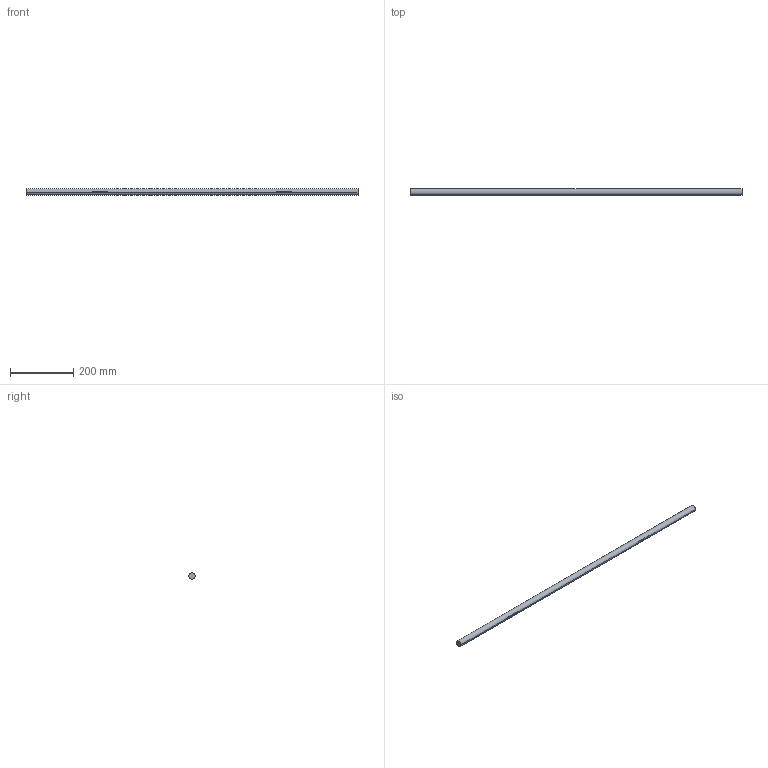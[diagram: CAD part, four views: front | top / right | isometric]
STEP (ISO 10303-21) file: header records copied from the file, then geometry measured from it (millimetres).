
FILE_DESCRIPTION(('CATIA V5 STEP Exchange'),'2;1');
FILE_NAME('AXE.stp','2021-01-25T15:59:01+00:00',('none'),('none'),'CATIA Version 5 Release 20 GA (IN-10)','CATIA V5 STEP AP203','none');
FILE_SCHEMA(('CONFIG_CONTROL_DESIGN'));
Length unit declared in the file: millimetre
Products named in the file (1): AXE
Bounding box: 1050 x 20 x 20 mm (x, y, z)
Volume: 327234.5 mm3; surface area: 67517.4 mm2
Topology: 1 solids, 1 shells, 24 faces, 66 edges, 44 vertices
Faces by surface type: plane 14, cylinder 10
Entity records: 795 total; most frequent: CARTESIAN_POINT 206, ORIENTED_EDGE 132, DIRECTION 80, EDGE_CURVE 66, VERTEX_POINT 44, VECTOR 38, LINE 38, AXIS2_PLACEMENT_3D 28
